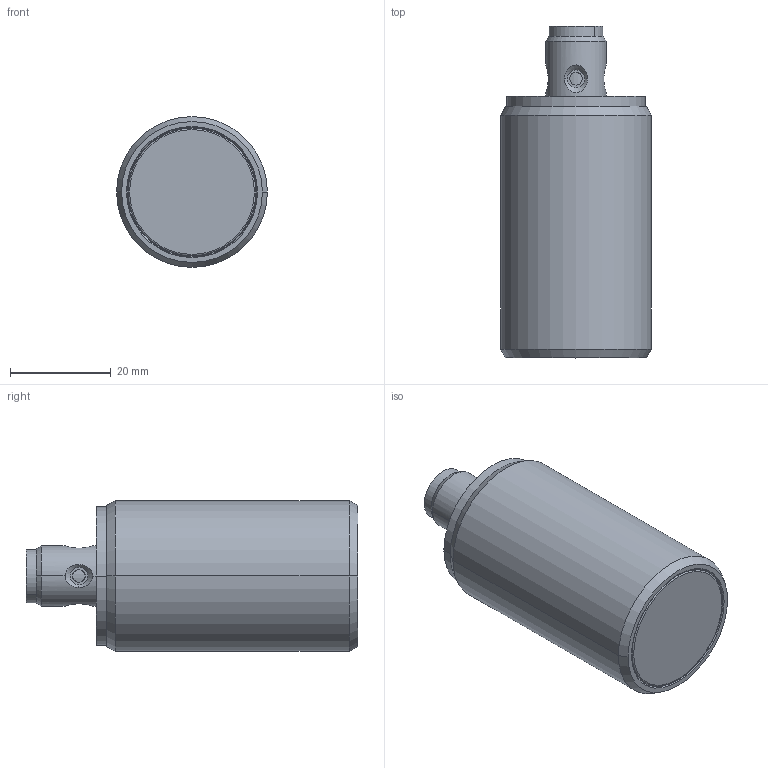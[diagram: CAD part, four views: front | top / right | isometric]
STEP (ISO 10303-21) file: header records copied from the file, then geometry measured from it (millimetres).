
FILE_DESCRIPTION((''),'2;1');
FILE_NAME('DM_CAD-6682_SW0001','2019-08-14T09:00:59',('creinig-se'),(''),'CREO PARAMETRIC BY PTC INC, 2018420','CREO PARAMETRIC BY PTC INC, 2018420','');
FILE_SCHEMA(('CONFIG_CONTROL_DESIGN','SHAPE_APPEARANCE_LAYERS_GROUPS'));
Length unit declared in the file: millimetre
Products named in the file (1): DM_CAD-6682_SW0001
Bounding box: 30 x 66 x 30 mm (x, y, z)
Volume: 37083.2 mm3; surface area: 7892.2 mm2
Topology: 1 solids, 1 shells, 142 faces, 442 edges, 364 vertices
Faces by surface type: cylinder 73, plane 47, cone 18, torus 2, sphere 2
Entity records: 6466 total; most frequent: CARTESIAN_POINT 1220, DIRECTION 912, ORIENTED_EDGE 778, EDGE_CURVE 389, AXIS2_PLACEMENT_3D 353, VERTEX_POINT 262, CIRCLE 210, VECTOR 206
